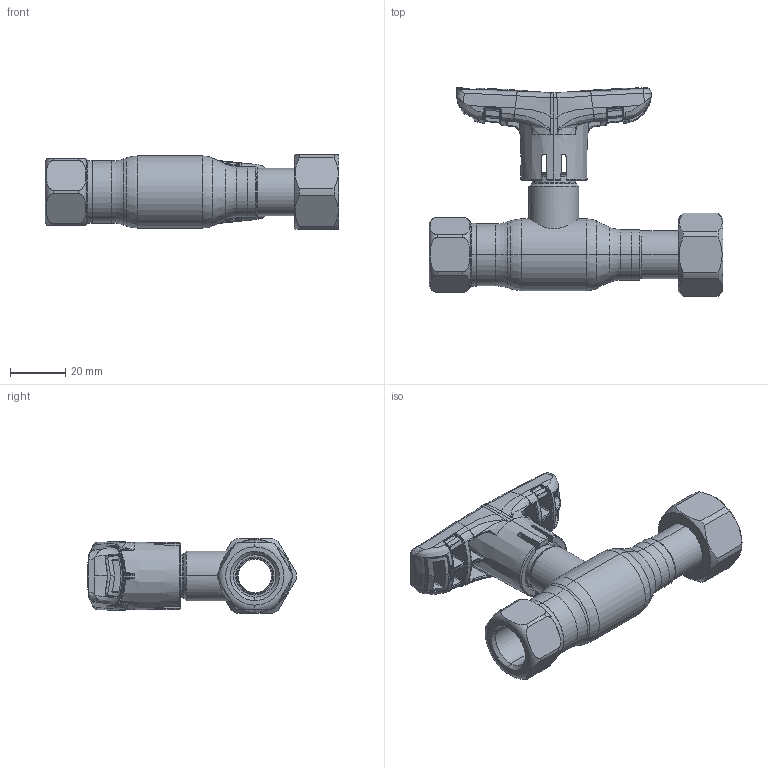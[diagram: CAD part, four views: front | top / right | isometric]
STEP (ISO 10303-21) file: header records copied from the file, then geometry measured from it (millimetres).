
FILE_DESCRIPTION (( 'STEP AP214' ), '1' );
FILE_NAME ('1010002200-1400.step', '2024-01-15T11:41:37', ( '' ), ( '' ), 'SwSTEP 2.0', 'SolidWorks 2021', '' );
FILE_SCHEMA (( 'AUTOMOTIVE_DESIGN' ));
Length unit declared in the file: millimetre
Products named in the file (1): 1010002200-1400
Bounding box: 105.9 x 75.28 x 27 mm (x, y, z)
Surface area: 21910 mm2 (no closed solid volume)
Topology: 0 solids, 9 shells, 759 faces, 2104 edges, 1292 vertices
Faces by surface type: bspline 568, plane 67, cylinder 54, cone 31, torus 25, sphere 14
Entity records: 55859 total; most frequent: CARTESIAN_POINT 33038, ORIENTED_EDGE 3803, EDGE_CURVE 2092, DIRECTION 1592, B_SPLINE_CURVE_WITH_KNOTS 1390, VERTEX_POINT 1288, EDGE_LOOP 771, UNCERTAINTY_MEASURE_WITH_UNIT 761
